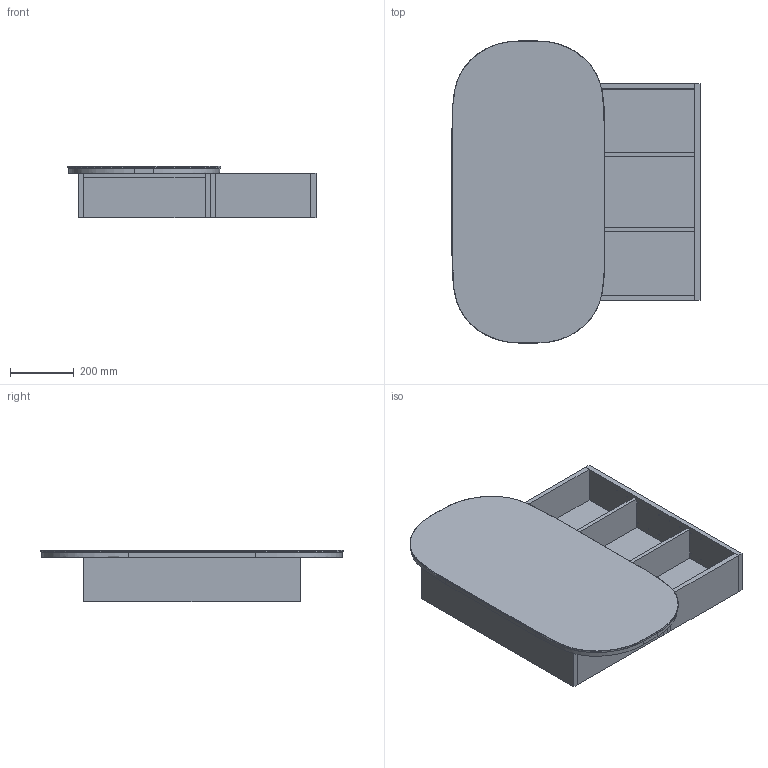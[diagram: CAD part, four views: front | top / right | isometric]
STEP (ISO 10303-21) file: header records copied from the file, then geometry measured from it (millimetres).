
FILE_DESCRIPTION((''),'2;1');
FILE_NAME('KADO_LUSSI_MIRROR_CAB_330SHELF_ASM','2020-10-27T15:49:00',('ipelchen'),(''),'CREO PARAMETRIC BY PTC INC, 2018190','CREO PARAMETRIC BY PTC INC, 2018190','');
FILE_SCHEMA(('CONFIG_CONTROL_DESIGN'));
Length unit declared in the file: millimetre
Products named in the file (14): KADO_LUSSI_MIRROR_GLASS_A; KADO_LUSSI_MIRROR_CABINET_A; KADO_LUSSI_MIRROR_SUB_01_A; POWER_SOCKET; KADO_LUSSI_MIRROR_CAB_SHELF_1_A; CABTOP; CABBOTTOM; KADO_LUSSI_MIRROR_CAB_LH_ASM; 330_SHELF_BODY_B; 330_SHELF_SOLIDSURFACE_B; ALUMINIUM_SPLIT_BATTEN; CABTOP330; KADO_LUSSI_SHELVING_330_B_ASM; KADO_LUSSI_MIRROR_CAB_330SHELF_ASM
Assembly tree (19 placements, depth 3):
  KADO_LUSSI_MIRROR_CAB_330SHELF_ASM
    KADO_LUSSI_MIRROR_CAB_LH_ASM
      KADO_LUSSI_MIRROR_GLASS_A
      KADO_LUSSI_MIRROR_CABINET_A
      KADO_LUSSI_MIRROR_SUB_01_A
      POWER_SOCKET
      KADO_LUSSI_MIRROR_CAB_SHELF_1_A  x4
      CABTOP
      CABBOTTOM
    KADO_LUSSI_SHELVING_330_B_ASM
      330_SHELF_BODY_B
      330_SHELF_SOLIDSURFACE_B  x2
      ALUMINIUM_SPLIT_BATTEN  x2
      CABTOP330  x2
Bounding box: 780 x 950 x 162 mm (x, y, z)
Volume: 28338768 mm3; surface area: 4452237.9 mm2
Topology: 17 solids, 17 shells, 510 faces, 1106 edges, 716 vertices
Faces by surface type: cylinder 244, plane 234, bspline 12, sphere 10, extrusion 8, torus 2
Entity records: 14536 total; most frequent: CARTESIAN_POINT 3547, DIRECTION 2422, ORIENTED_EDGE 2020, EDGE_CURVE 1010, AXIS2_PLACEMENT_3D 956, VERTEX_POINT 652, EDGE_LOOP 596, VECTOR 510
